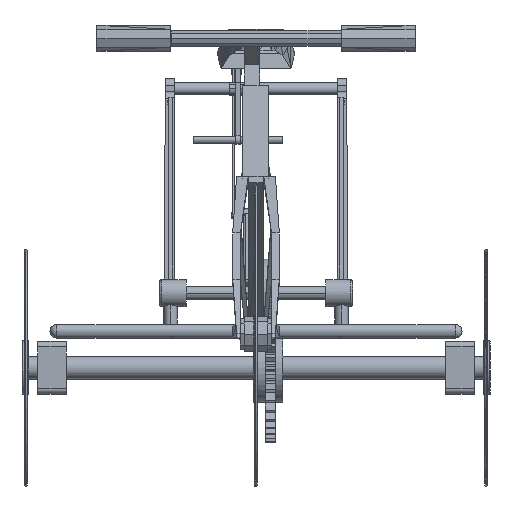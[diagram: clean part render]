
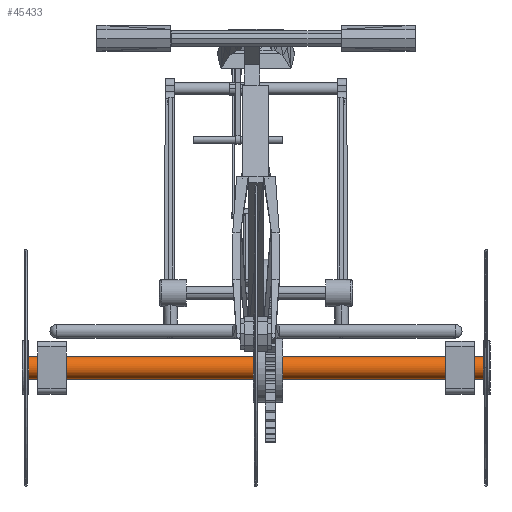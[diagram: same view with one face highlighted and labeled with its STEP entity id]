
A CAD part, left-side view. The second image highlights one B-rep face of the part: STEP entity #45433.
In plain terms, the highlighted cylindrical face has radius 25 mm (diameter 50 mm), a partial arc.
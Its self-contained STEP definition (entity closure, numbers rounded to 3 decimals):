
#299 = ORIENTED_EDGE ( 'NONE', *, *, #32744, .T. ) ;
#2341 = LINE ( 'NONE', #17382, #32060 ) ;
#3245 = EDGE_CURVE ( 'NONE', #34227, #42135, #44686, .T. ) ;
#6739 = CARTESIAN_POINT ( 'NONE',  ( 890.218, 220.459, -81.5 ) ) ;
#6901 = DIRECTION ( 'NONE',  ( 0., 0., -1. ) ) ;
#7342 = VECTOR ( 'NONE', #35824, 1000. ) ;
#10071 = DIRECTION ( 'NONE',  ( 0., -1., 0. ) ) ;
#12916 = CARTESIAN_POINT ( 'NONE',  ( 890.218, 220.459, -56.5 ) ) ;
#14584 = CIRCLE ( 'NONE', #21160, 25. ) ;
#15480 = FACE_OUTER_BOUND ( 'NONE', #36139, .T. ) ;
#15772 = VERTEX_POINT ( 'NONE', #28933 ) ;
#16733 = CARTESIAN_POINT ( 'NONE',  ( 890.218, 220.459, -56.5 ) ) ;
#17382 = CARTESIAN_POINT ( 'NONE',  ( 890.218, 220.459, -106.5 ) ) ;
#18231 = CARTESIAN_POINT ( 'NONE',  ( 890.218, -793.306, -81.5 ) ) ;
#19569 = DIRECTION ( 'NONE',  ( 0., 0., -1. ) ) ;
#20393 = VERTEX_POINT ( 'NONE', #22831 ) ;
#20842 = CYLINDRICAL_SURFACE ( 'NONE', #47396, 25. ) ;
#21160 = AXIS2_PLACEMENT_3D ( 'NONE', #18231, #44718, #44873 ) ;
#21423 = EDGE_CURVE ( 'NONE', #42135, #15772, #14584, .T. ) ;
#22430 = AXIS2_PLACEMENT_3D ( 'NONE', #6739, #25870, #6901 ) ;
#22831 = CARTESIAN_POINT ( 'NONE',  ( 890.218, 220.459, -106.5 ) ) ;
#25319 = EDGE_CURVE ( 'NONE', #20393, #15772, #2341, .T. ) ;
#25870 = DIRECTION ( 'NONE',  ( 0., -1., 0. ) ) ;
#26895 = ORIENTED_EDGE ( 'NONE', *, *, #3245, .F. ) ;
#27793 = CARTESIAN_POINT ( 'NONE',  ( 890.218, -793.306, -56.5 ) ) ;
#28933 = CARTESIAN_POINT ( 'NONE',  ( 890.218, -793.306, -106.5 ) ) ;
#32060 = VECTOR ( 'NONE', #10071, 1000. ) ;
#32744 = EDGE_CURVE ( 'NONE', #34227, #20393, #39022, .T. ) ;
#34227 = VERTEX_POINT ( 'NONE', #12916 ) ;
#35639 = ORIENTED_EDGE ( 'NONE', *, *, #25319, .T. ) ;
#35824 = DIRECTION ( 'NONE',  ( 0., -1., 0. ) ) ;
#36139 = EDGE_LOOP ( 'NONE', ( #26895, #299, #35639, #47849 ) ) ;
#38655 = DIRECTION ( 'NONE',  ( 0., -1., 0. ) ) ;
#39022 = CIRCLE ( 'NONE', #22430, 25. ) ;
#42135 = VERTEX_POINT ( 'NONE', #27793 ) ;
#42555 = CARTESIAN_POINT ( 'NONE',  ( 890.218, 220.459, -81.5 ) ) ;
#44686 = LINE ( 'NONE', #16733, #7342 ) ;
#44718 = DIRECTION ( 'NONE',  ( 0., -1., 0. ) ) ;
#44873 = DIRECTION ( 'NONE',  ( 0., 0., -1. ) ) ;
#45433 = ADVANCED_FACE ( 'NONE', ( #15480 ), #20842, .T. ) ;
#47396 = AXIS2_PLACEMENT_3D ( 'NONE', #42555, #38655, #19569 ) ;
#47849 = ORIENTED_EDGE ( 'NONE', *, *, #21423, .F. ) ;
